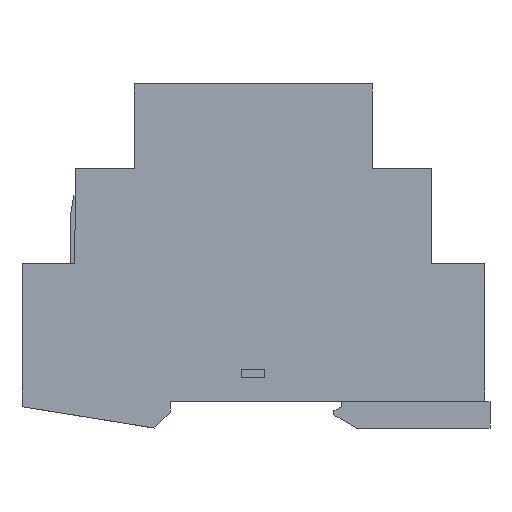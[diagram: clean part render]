
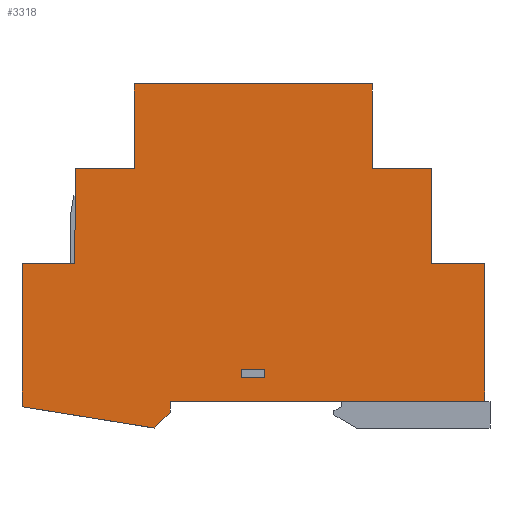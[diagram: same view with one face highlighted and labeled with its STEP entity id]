
A CAD part, left-side view. The second image highlights one B-rep face of the part: STEP entity #3318.
In plain terms, the highlighted planar face has unit normal (-1, 0, 0).
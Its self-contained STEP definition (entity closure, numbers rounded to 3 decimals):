
#119=ORIENTED_EDGE('',*,*,#1031,.F.);
#120=ORIENTED_EDGE('',*,*,#1032,.F.);
#121=ORIENTED_EDGE('',*,*,#1033,.F.);
#122=ORIENTED_EDGE('',*,*,#1034,.F.);
#123=ORIENTED_EDGE('',*,*,#1035,.F.);
#124=ORIENTED_EDGE('',*,*,#1036,.F.);
#125=ORIENTED_EDGE('',*,*,#1037,.F.);
#126=ORIENTED_EDGE('',*,*,#1038,.F.);
#127=ORIENTED_EDGE('',*,*,#1039,.F.);
#128=ORIENTED_EDGE('',*,*,#1040,.F.);
#129=ORIENTED_EDGE('',*,*,#1041,.F.);
#130=ORIENTED_EDGE('',*,*,#1042,.F.);
#131=ORIENTED_EDGE('',*,*,#1023,.F.);
#132=ORIENTED_EDGE('',*,*,#1043,.F.);
#133=ORIENTED_EDGE('',*,*,#1044,.F.);
#134=ORIENTED_EDGE('',*,*,#1045,.F.);
#135=ORIENTED_EDGE('',*,*,#1046,.F.);
#136=ORIENTED_EDGE('',*,*,#1047,.T.);
#137=ORIENTED_EDGE('',*,*,#1048,.T.);
#138=ORIENTED_EDGE('',*,*,#1049,.T.);
#139=ORIENTED_EDGE('',*,*,#1050,.T.);
#1023=EDGE_CURVE('',#1477,#1478,#1793,.T.);
#1031=EDGE_CURVE('',#1485,#1486,#1801,.T.);
#1032=EDGE_CURVE('',#1487,#1485,#1802,.T.);
#1033=EDGE_CURVE('',#1488,#1487,#1803,.T.);
#1034=EDGE_CURVE('',#1489,#1488,#1804,.T.);
#1035=EDGE_CURVE('',#1490,#1489,#1805,.T.);
#1036=EDGE_CURVE('',#1491,#1490,#1806,.T.);
#1037=EDGE_CURVE('',#1492,#1491,#1807,.T.);
#1038=EDGE_CURVE('',#1493,#1492,#1808,.T.);
#1039=EDGE_CURVE('',#1494,#1493,#1809,.T.);
#1040=EDGE_CURVE('',#1495,#1494,#1810,.T.);
#1041=EDGE_CURVE('',#1496,#1495,#1811,.T.);
#1042=EDGE_CURVE('',#1478,#1496,#1812,.T.);
#1043=EDGE_CURVE('',#1497,#1477,#1813,.T.);
#1044=EDGE_CURVE('',#1498,#1497,#1814,.T.);
#1045=EDGE_CURVE('',#1499,#1498,#1815,.T.);
#1046=EDGE_CURVE('',#1486,#1499,#1816,.T.);
#1047=EDGE_CURVE('',#1500,#1501,#1817,.T.);
#1048=EDGE_CURVE('',#1501,#1502,#1818,.T.);
#1049=EDGE_CURVE('',#1502,#1503,#1819,.T.);
#1050=EDGE_CURVE('',#1503,#1500,#1820,.T.);
#1477=VERTEX_POINT('',#4721);
#1478=VERTEX_POINT('',#4722);
#1485=VERTEX_POINT('',#4738);
#1486=VERTEX_POINT('',#4739);
#1487=VERTEX_POINT('',#4741);
#1488=VERTEX_POINT('',#4743);
#1489=VERTEX_POINT('',#4745);
#1490=VERTEX_POINT('',#4747);
#1491=VERTEX_POINT('',#4749);
#1492=VERTEX_POINT('',#4751);
#1493=VERTEX_POINT('',#4753);
#1494=VERTEX_POINT('',#4755);
#1495=VERTEX_POINT('',#4757);
#1496=VERTEX_POINT('',#4759);
#1497=VERTEX_POINT('',#4762);
#1498=VERTEX_POINT('',#4764);
#1499=VERTEX_POINT('',#4766);
#1500=VERTEX_POINT('',#4769);
#1501=VERTEX_POINT('',#4770);
#1502=VERTEX_POINT('',#4772);
#1503=VERTEX_POINT('',#4774);
#1793=LINE('',#4720,#2209);
#1801=LINE('',#4737,#2217);
#1802=LINE('',#4740,#2218);
#1803=LINE('',#4742,#2219);
#1804=LINE('',#4744,#2220);
#1805=LINE('',#4746,#2221);
#1806=LINE('',#4748,#2222);
#1807=LINE('',#4750,#2223);
#1808=LINE('',#4752,#2224);
#1809=LINE('',#4754,#2225);
#1810=LINE('',#4756,#2226);
#1811=LINE('',#4758,#2227);
#1812=LINE('',#4760,#2228);
#1813=LINE('',#4761,#2229);
#1814=LINE('',#4763,#2230);
#1815=LINE('',#4765,#2231);
#1816=LINE('',#4767,#2232);
#1817=LINE('',#4768,#2233);
#1818=LINE('',#4771,#2234);
#1819=LINE('',#4773,#2235);
#1820=LINE('',#4775,#2236);
#2209=VECTOR('',#3805,1000.);
#2217=VECTOR('',#3815,1000.);
#2218=VECTOR('',#3816,1000.);
#2219=VECTOR('',#3817,1000.);
#2220=VECTOR('',#3818,1000.);
#2221=VECTOR('',#3819,1000.);
#2222=VECTOR('',#3820,1000.);
#2223=VECTOR('',#3821,1000.);
#2224=VECTOR('',#3822,1000.);
#2225=VECTOR('',#3823,1000.);
#2226=VECTOR('',#3824,1000.);
#2227=VECTOR('',#3825,1000.);
#2228=VECTOR('',#3826,1000.);
#2229=VECTOR('',#3827,1000.);
#2230=VECTOR('',#3828,1000.);
#2231=VECTOR('',#3829,1000.);
#2232=VECTOR('',#3830,1000.);
#2233=VECTOR('',#3831,1000.);
#2234=VECTOR('',#3832,1000.);
#2235=VECTOR('',#3833,1000.);
#2236=VECTOR('',#3834,1000.);
#2610=EDGE_LOOP('',(#119,#120,#121,#122,#123,#124,#125,#126,#127,#128,#129,
#130,#131,#132,#133,#134,#135));
#2611=EDGE_LOOP('',(#136,#137,#138,#139));
#2876=FACE_BOUND('',#2610,.T.);
#2877=FACE_BOUND('',#2611,.T.);
#3139=PLANE('',#3531);
#3318=ADVANCED_FACE('',(#2876,#2877),#3139,.F.);
#3531=AXIS2_PLACEMENT_3D('',#4736,#3813,#3814);
#3805=DIRECTION('',(0.,-0.002,-1.));
#3813=DIRECTION('',(1.,0.,0.));
#3814=DIRECTION('',(0.,0.,-1.));
#3815=DIRECTION('',(0.,-1.,0.));
#3816=DIRECTION('',(0.,-0.002,1.));
#3817=DIRECTION('',(0.,-1.,0.));
#3818=DIRECTION('',(0.,-0.002,1.));
#3819=DIRECTION('',(0.,-1.,0.));
#3820=DIRECTION('',(0.,-0.002,1.));
#3821=DIRECTION('',(0.,0.,1.));
#3822=DIRECTION('',(0.,0.987,0.159));
#3823=DIRECTION('',(0.,0.707,-0.707));
#3824=DIRECTION('',(0.,0.,-1.));
#3825=DIRECTION('',(0.,1.,0.));
#3826=DIRECTION('',(0.,0.,-1.));
#3827=DIRECTION('',(0.,-1.,0.));
#3828=DIRECTION('',(0.,-0.002,-1.));
#3829=DIRECTION('',(0.,-1.,0.));
#3830=DIRECTION('',(0.,-0.002,-1.));
#3831=DIRECTION('',(0.,0.,1.));
#3832=DIRECTION('',(0.,-1.,0.));
#3833=DIRECTION('',(0.,0.,-1.));
#3834=DIRECTION('',(0.,1.,0.));
#4720=CARTESIAN_POINT('',(0.,0.042,26.));
#4721=CARTESIAN_POINT('',(0.,0.042,26.));
#4722=CARTESIAN_POINT('',(0.,0.,2.));
#4736=CARTESIAN_POINT('',(0.,0.,0.));
#4737=CARTESIAN_POINT('',(0.,66.172,60.));
#4738=CARTESIAN_POINT('',(0.,66.172,60.));
#4739=CARTESIAN_POINT('',(0.,21.228,60.));
#4740=CARTESIAN_POINT('',(0.,66.2,44.));
#4741=CARTESIAN_POINT('',(0.,66.2,44.));
#4742=CARTESIAN_POINT('',(0.,77.369,44.));
#4743=CARTESIAN_POINT('',(0.,77.369,44.));
#4744=CARTESIAN_POINT('',(0.,77.4,26.));
#4745=CARTESIAN_POINT('',(0.,77.4,26.));
#4746=CARTESIAN_POINT('',(0.,87.358,26.));
#4747=CARTESIAN_POINT('',(0.,87.358,26.));
#4748=CARTESIAN_POINT('',(0.,87.4,2.));
#4749=CARTESIAN_POINT('',(0.,87.4,2.));
#4750=CARTESIAN_POINT('',(0.,87.4,0.));
#4751=CARTESIAN_POINT('',(0.,87.4,-0.973));
#4752=CARTESIAN_POINT('',(0.,62.4,-5.));
#4753=CARTESIAN_POINT('',(0.,62.4,-5.));
#4754=CARTESIAN_POINT('',(0.,59.4,-2.));
#4755=CARTESIAN_POINT('',(0.,59.4,-2.));
#4756=CARTESIAN_POINT('',(0.,59.4,0.));
#4757=CARTESIAN_POINT('',(0.,59.4,0.));
#4758=CARTESIAN_POINT('',(0.,0.,0.));
#4759=CARTESIAN_POINT('',(0.,0.,0.));
#4760=CARTESIAN_POINT('',(0.,0.,2.));
#4761=CARTESIAN_POINT('',(0.,10.,26.));
#4762=CARTESIAN_POINT('',(0.,10.,26.));
#4763=CARTESIAN_POINT('',(0.,10.031,44.));
#4764=CARTESIAN_POINT('',(0.,10.031,44.));
#4765=CARTESIAN_POINT('',(0.,21.2,44.));
#4766=CARTESIAN_POINT('',(0.,21.2,44.));
#4767=CARTESIAN_POINT('',(0.,21.228,60.));
#4768=CARTESIAN_POINT('',(0.,45.9,4.5));
#4769=CARTESIAN_POINT('',(0.,45.9,4.5));
#4770=CARTESIAN_POINT('',(0.,45.9,6.1));
#4771=CARTESIAN_POINT('',(0.,45.9,6.1));
#4772=CARTESIAN_POINT('',(0.,41.5,6.1));
#4773=CARTESIAN_POINT('',(0.,41.5,6.1));
#4774=CARTESIAN_POINT('',(0.,41.5,4.5));
#4775=CARTESIAN_POINT('',(0.,41.5,4.5));
